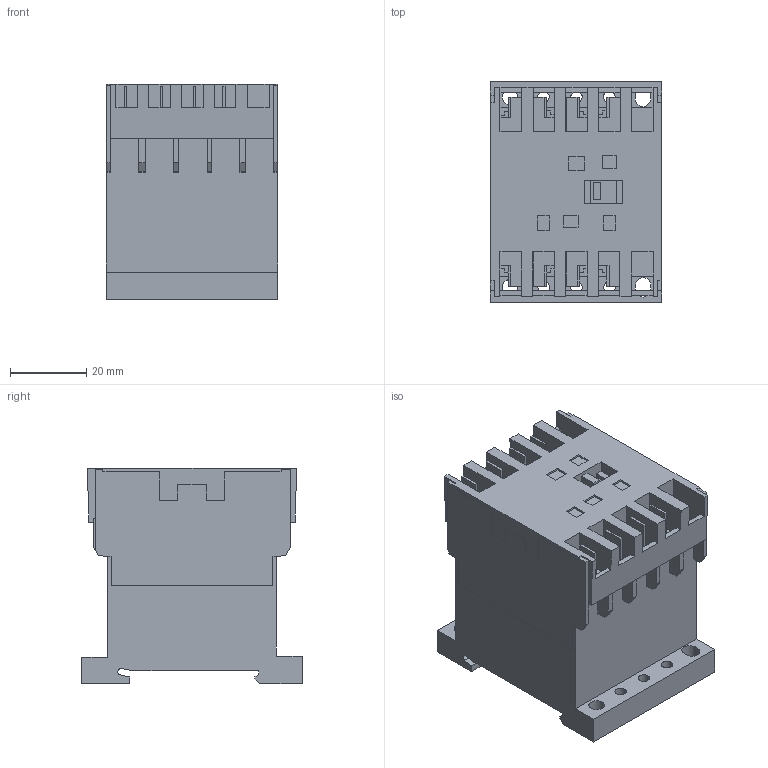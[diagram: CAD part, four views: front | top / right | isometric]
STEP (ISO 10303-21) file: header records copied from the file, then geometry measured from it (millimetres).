
FILE_DESCRIPTION((''),'2;1');
FILE_NAME('SB105174_3D_COLOUR','2013-07-17T',('SESA231906'),('Schneider-Electric'),'PRO/ENGINEER BY PARAMETRIC TECHNOLOGY CORPORATION, 2011410','PRO/ENGINEER BY PARAMETRIC TECHNOLOGY CORPORATION, 2011410','');
FILE_SCHEMA(('CONFIG_CONTROL_DESIGN'));
Length unit declared in the file: millimetre
Products named in the file (1): SB105174_3D_COLOUR
Bounding box: 45 x 58 x 56.7 mm (x, y, z)
Volume: 108361.8 mm3; surface area: 23706.2 mm2
Topology: 1 solids, 1 shells, 497 faces, 1470 edges, 966 vertices
Faces by surface type: plane 476, cylinder 21
Entity records: 16361 total; most frequent: CARTESIAN_POINT 2948, ORIENTED_EDGE 2940, DIRECTION 2503, EDGE_CURVE 1470, VECTOR 1417, LINE 1417, VERTEX_POINT 966, AXIS2_PLACEMENT_3D 543
